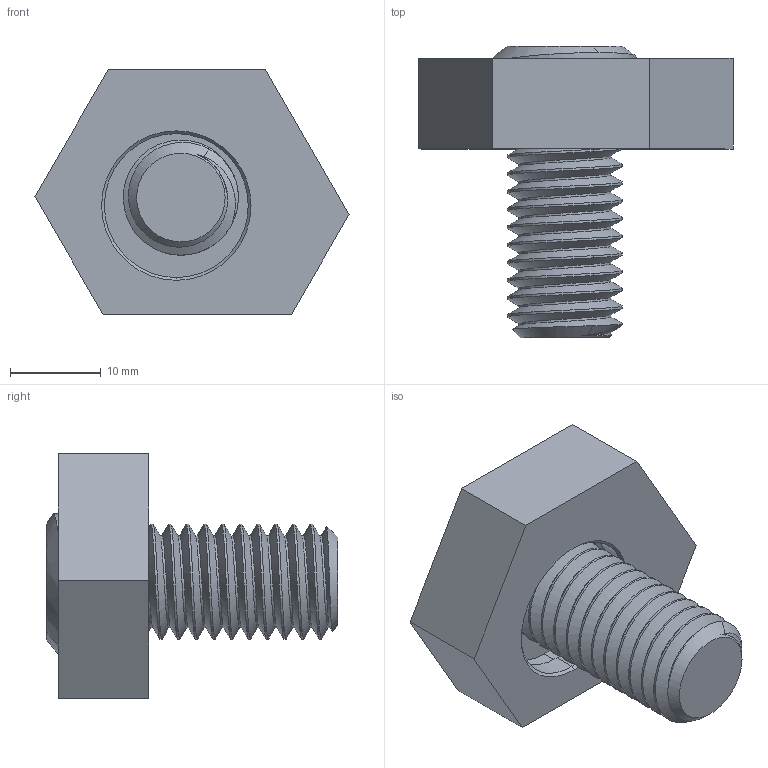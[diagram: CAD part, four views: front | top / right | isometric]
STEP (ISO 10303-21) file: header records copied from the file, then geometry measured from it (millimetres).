
FILE_DESCRIPTION (( 'STEP AP214' ), '1' );
FILE_NAME ('90110_Miteebite.STEP', '2021-10-20T17:51:42', ( '' ), ( '' ), 'SwSTEP 2.0', 'SolidWorks 2021', '' );
FILE_SCHEMA (( 'AUTOMOTIVE_DESIGN' ));
Length unit declared in the file: inch
Products named in the file (3): 901101_901101; 90110_Miteebite; 10374_10374
Assembly tree (2 placements, depth 2):
  90110_Miteebite
    901101_901101
    10374_10374
Bounding box: 34.64 x 32.13 x 27 mm (x, y, z)
Volume: 8764.7 mm3; surface area: 4976.1 mm2
Topology: 2 solids, 2 shells, 152 faces, 395 edges, 258 vertices
Faces by surface type: plane 67, bspline 38, cylinder 31, cone 14, sphere 2
Entity records: 9276 total; most frequent: CARTESIAN_POINT 5853, ORIENTED_EDGE 790, DIRECTION 519, EDGE_CURVE 395, VERTEX_POINT 258, LINE 223, VECTOR 223, EDGE_LOOP 165
